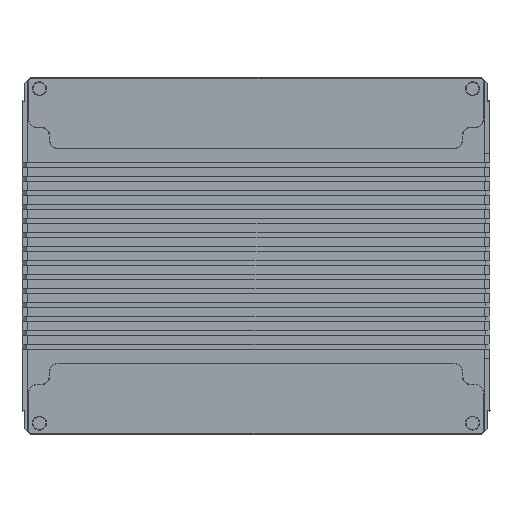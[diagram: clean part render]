
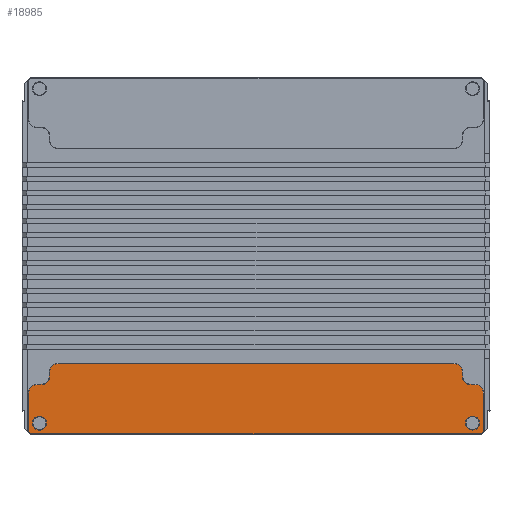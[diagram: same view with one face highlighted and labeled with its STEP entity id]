
A CAD part, top view. The second image highlights one B-rep face of the part: STEP entity #18985.
In plain terms, the highlighted planar face has unit normal (0, 0, 1).
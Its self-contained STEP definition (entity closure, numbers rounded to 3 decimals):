
#6124=DIRECTION('',(-1.,0.,0.));
#6125=VECTOR('',#6124,193.634);
#6126=CARTESIAN_POINT('',(-23.785,79.458,
-2.));
#6127=LINE('',#6126,#6125);
#6290=DIRECTION('',(0.,1.,0.));
#6291=VECTOR('',#6290,16.517);
#6292=CARTESIAN_POINT('',(-218.302,80.336,
-2.));
#6293=LINE('',#6292,#6291);
#6311=DIRECTION('',(1.,0.,0.));
#6312=VECTOR('',#6311,2.);
#6313=CARTESIAN_POINT('',(-214.503,100.653,
-2.));
#6314=LINE('',#6313,#6312);
#6332=DIRECTION('',(0.,1.,0.));
#6333=VECTOR('',#6332,2.);
#6334=CARTESIAN_POINT('',(-209.303,103.853,
-2.));
#6335=LINE('',#6334,#6333);
#6353=DIRECTION('',(1.,0.,0.));
#6354=VECTOR('',#6353,169.8);
#6355=CARTESIAN_POINT('',(-205.503,109.654,
-2.));
#6356=LINE('',#6355,#6354);
#6374=DIRECTION('',(0.,-1.,0.));
#6375=VECTOR('',#6374,2.);
#6376=CARTESIAN_POINT('',(-31.903,105.857,
-2.));
#6377=LINE('',#6376,#6375);
#6395=DIRECTION('',(1.,0.,0.));
#6396=VECTOR('',#6395,2.);
#6397=CARTESIAN_POINT('',(-28.703,100.658,
-2.));
#6398=LINE('',#6397,#6396);
#6416=DIRECTION('',(0.,-1.,0.));
#6417=VECTOR('',#6416,16.517);
#6418=CARTESIAN_POINT('',(-22.903,96.858,
-2.));
#6419=LINE('',#6418,#6417);
#6450=CARTESIAN_POINT('',(-214.503,96.853,-2.));
#6451=DIRECTION('',(0.,0.,-1.));
#6452=DIRECTION('',(-1.,0.,0.));
#6453=AXIS2_PLACEMENT_3D('',#6450,#6451,#6452);
#6455=CARTESIAN_POINT('',(-212.503,103.853,-2.));
#6456=DIRECTION('',(0.,0.,1.));
#6457=DIRECTION('',(0.,-1.,0.));
#6458=AXIS2_PLACEMENT_3D('',#6455,#6456,#6457);
#6460=CARTESIAN_POINT('',(-205.503,105.854,-2.));
#6461=DIRECTION('',(0.,0.,-1.));
#6462=DIRECTION('',(-1.,0.,0.));
#6463=AXIS2_PLACEMENT_3D('',#6460,#6461,#6462);
#6465=CARTESIAN_POINT('',(-35.703,105.857,-2.));
#6466=DIRECTION('',(0.,0.,-1.));
#6467=DIRECTION('',(0.,1.,0.));
#6468=AXIS2_PLACEMENT_3D('',#6465,#6466,#6467);
#6470=CARTESIAN_POINT('',(-28.703,103.858,-2.));
#6471=DIRECTION('',(0.,0.,1.));
#6472=DIRECTION('',(-1.,0.,0.));
#6473=AXIS2_PLACEMENT_3D('',#6470,#6471,#6472);
#6475=CARTESIAN_POINT('',(-26.703,96.858,-2.));
#6476=DIRECTION('',(0.,0.,-1.));
#6477=DIRECTION('',(0.,1.,0.));
#6478=AXIS2_PLACEMENT_3D('',#6475,#6476,#6477);
#6480=DIRECTION('',(-0.707,-0.707,0.));
#6481=VECTOR('',#6480,1.249);
#6482=CARTESIAN_POINT('',(-22.902,80.34,
-2.));
#6483=LINE('',#6482,#6481);
#6484=DIRECTION('',(-0.707,0.707,0.));
#6485=VECTOR('',#6484,1.249);
#6486=CARTESIAN_POINT('',(-217.419,79.453,
-2.));
#6487=LINE('',#6486,#6485);
#6488=CARTESIAN_POINT('',(-213.602,84.053,
-2.));
#6489=DIRECTION('',(0.,0.,1.));
#6490=DIRECTION('',(0.,-1.,0.));
#6491=AXIS2_PLACEMENT_3D('',#6488,#6489,#6490);
#6493=CARTESIAN_POINT('',(-213.602,84.053,
-2.));
#6494=DIRECTION('',(0.,0.,1.));
#6495=DIRECTION('',(0.,1.,0.));
#6496=AXIS2_PLACEMENT_3D('',#6493,#6494,#6495);
#6498=CARTESIAN_POINT('',(-27.602,84.058,
-2.));
#6499=DIRECTION('',(0.,0.,1.));
#6500=DIRECTION('',(0.,-1.,0.));
#6501=AXIS2_PLACEMENT_3D('',#6498,#6499,#6500);
#6503=CARTESIAN_POINT('',(-27.602,84.058,
-2.));
#6504=DIRECTION('',(0.,0.,1.));
#6505=DIRECTION('',(0.,1.,0.));
#6506=AXIS2_PLACEMENT_3D('',#6503,#6504,#6505);
#8661=CARTESIAN_POINT('',(-27.603,87.058,
-2.));
#8662=CARTESIAN_POINT('',(-27.602,81.058,
-2.));
#8663=VERTEX_POINT('',#8661);
#8664=VERTEX_POINT('',#8662);
#8665=CARTESIAN_POINT('',(-218.303,96.853,-2.));
#8666=CARTESIAN_POINT('',(-214.503,100.653,-2.));
#8667=VERTEX_POINT('',#8665);
#8668=VERTEX_POINT('',#8666);
#8669=CARTESIAN_POINT('',(-218.302,80.336,
-2.));
#8670=VERTEX_POINT('',#8669);
#8671=CARTESIAN_POINT('',(-217.419,79.453,
-2.));
#8672=VERTEX_POINT('',#8671);
#8673=CARTESIAN_POINT('',(-23.785,79.458,
-2.));
#8674=VERTEX_POINT('',#8673);
#8675=CARTESIAN_POINT('',(-22.902,80.34,
-2.));
#8676=VERTEX_POINT('',#8675);
#8677=CARTESIAN_POINT('',(-22.903,96.858,
-2.));
#8678=VERTEX_POINT('',#8677);
#8679=CARTESIAN_POINT('',(-26.703,100.658,-2.));
#8680=VERTEX_POINT('',#8679);
#8681=CARTESIAN_POINT('',(-28.703,100.658,
-2.));
#8682=VERTEX_POINT('',#8681);
#8683=CARTESIAN_POINT('',(-31.903,103.857,-2.));
#8684=VERTEX_POINT('',#8683);
#8685=CARTESIAN_POINT('',(-31.903,105.857,
-2.));
#8686=VERTEX_POINT('',#8685);
#8687=CARTESIAN_POINT('',(-35.703,109.657,-2.));
#8688=VERTEX_POINT('',#8687);
#8689=CARTESIAN_POINT('',(-205.503,109.654,
-2.));
#8690=VERTEX_POINT('',#8689);
#8691=CARTESIAN_POINT('',(-209.303,105.853,-2.));
#8692=VERTEX_POINT('',#8691);
#8693=CARTESIAN_POINT('',(-209.303,103.853,
-2.));
#8694=VERTEX_POINT('',#8693);
#8695=CARTESIAN_POINT('',(-212.503,100.653,-2.));
#8696=VERTEX_POINT('',#8695);
#8697=CARTESIAN_POINT('',(-213.602,81.053,
-2.));
#8698=CARTESIAN_POINT('',(-213.603,87.053,
-2.));
#8699=VERTEX_POINT('',#8697);
#8700=VERTEX_POINT('',#8698);
#18949=CARTESIAN_POINT('',(-120.603,94.555,-2.));
#18950=DIRECTION('',(0.,0.,1.));
#18951=DIRECTION('',(1.,0.,0.));
#18952=AXIS2_PLACEMENT_3D('',#18949,#18950,#18951);
#18953=PLANE('',#18952);
#18954=ORIENTED_EDGE('',*,*,#18751,.T.);
#18955=ORIENTED_EDGE('',*,*,#18765,.T.);
#18956=ORIENTED_EDGE('',*,*,#18779,.T.);
#18957=ORIENTED_EDGE('',*,*,#18793,.T.);
#18958=ORIENTED_EDGE('',*,*,#18807,.T.);
#18959=ORIENTED_EDGE('',*,*,#18821,.T.);
#18960=ORIENTED_EDGE('',*,*,#18835,.T.);
#18961=ORIENTED_EDGE('',*,*,#18849,.T.);
#18962=ORIENTED_EDGE('',*,*,#18863,.T.);
#18963=ORIENTED_EDGE('',*,*,#18877,.T.);
#18964=ORIENTED_EDGE('',*,*,#18891,.T.);
#18965=ORIENTED_EDGE('',*,*,#18905,.T.);
#18966=ORIENTED_EDGE('',*,*,#18943,.T.);
#18967=ORIENTED_EDGE('',*,*,#18458,.T.);
#18969=ORIENTED_EDGE('',*,*,#18968,.T.);
#18970=ORIENTED_EDGE('',*,*,#18737,.T.);
#18971=EDGE_LOOP('',(#18954,#18955,#18956,#18957,#18958,#18959,#18960,#18961,
#18962,#18963,#18964,#18965,#18966,#18967,#18969,#18970));
#18972=FACE_OUTER_BOUND('',#18971,.F.);
#18974=ORIENTED_EDGE('',*,*,#18973,.T.);
#18976=ORIENTED_EDGE('',*,*,#18975,.T.);
#18977=EDGE_LOOP('',(#18974,#18976));
#18978=FACE_BOUND('',#18977,.F.);
#18980=ORIENTED_EDGE('',*,*,#18979,.T.);
#18982=ORIENTED_EDGE('',*,*,#18981,.T.);
#18983=EDGE_LOOP('',(#18980,#18982));
#18984=FACE_BOUND('',#18983,.F.);
#18985=ADVANCED_FACE('',(#18972,#18978,#18984),#18953,.T.);
#6454=CIRCLE('',#6453,3.8);
#6459=CIRCLE('',#6458,3.2);
#6464=CIRCLE('',#6463,3.8);
#6469=CIRCLE('',#6468,3.8);
#6474=CIRCLE('',#6473,3.2);
#6479=CIRCLE('',#6478,3.8);
#6492=CIRCLE('',#6491,3.);
#6497=CIRCLE('',#6496,3.);
#6502=CIRCLE('',#6501,3.);
#6507=CIRCLE('',#6506,3.);
#18458=EDGE_CURVE('',#8674,#8672,#6127,.T.);
#18737=EDGE_CURVE('',#8670,#8667,#6293,.T.);
#18751=EDGE_CURVE('',#8667,#8668,#6454,.T.);
#18765=EDGE_CURVE('',#8668,#8696,#6314,.T.);
#18779=EDGE_CURVE('',#8696,#8694,#6459,.T.);
#18793=EDGE_CURVE('',#8694,#8692,#6335,.T.);
#18807=EDGE_CURVE('',#8692,#8690,#6464,.T.);
#18821=EDGE_CURVE('',#8690,#8688,#6356,.T.);
#18835=EDGE_CURVE('',#8688,#8686,#6469,.T.);
#18849=EDGE_CURVE('',#8686,#8684,#6377,.T.);
#18863=EDGE_CURVE('',#8684,#8682,#6474,.T.);
#18877=EDGE_CURVE('',#8682,#8680,#6398,.T.);
#18891=EDGE_CURVE('',#8680,#8678,#6479,.T.);
#18905=EDGE_CURVE('',#8678,#8676,#6419,.T.);
#18943=EDGE_CURVE('',#8676,#8674,#6483,.T.);
#18968=EDGE_CURVE('',#8672,#8670,#6487,.T.);
#18973=EDGE_CURVE('',#8699,#8700,#6492,.T.);
#18975=EDGE_CURVE('',#8700,#8699,#6497,.T.);
#18979=EDGE_CURVE('',#8664,#8663,#6502,.T.);
#18981=EDGE_CURVE('',#8663,#8664,#6507,.T.);
